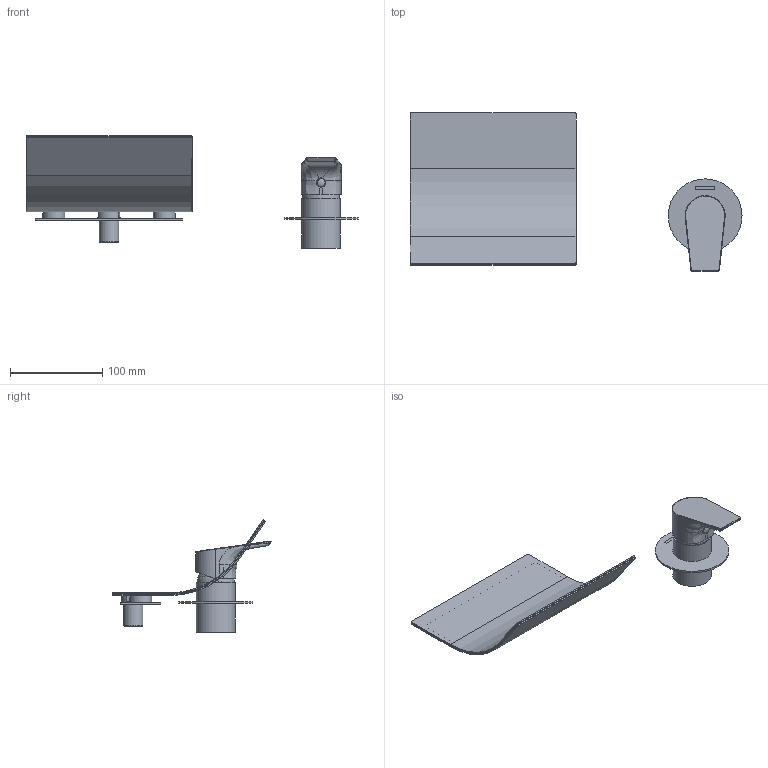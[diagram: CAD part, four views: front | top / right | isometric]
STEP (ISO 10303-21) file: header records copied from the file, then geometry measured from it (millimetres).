
FILE_DESCRIPTION (( 'STEP AP203' ), '1' );
FILE_NAME ('21AP02402.STEP', '2021-03-22T07:21:28', ( '' ), ( '' ), 'SwSTEP 2.0', 'SolidWorks 2018', '' );
FILE_SCHEMA (( 'CONFIG_CONTROL_DESIGN' ));
Length unit declared in the file: millimetre
Products named in the file (1): 21AP02402
Bounding box: 360 x 171.46 x 121.94 mm (x, y, z)
Volume: 139710 mm3; surface area: 217603 mm2
Topology: 15 solids, 15 shells, 270 faces, 648 edges, 425 vertices
Faces by surface type: plane 109, cylinder 95, cone 36, bspline 24, torus 3, sphere 3
Full cylindrical faces by diameter (mm): 3.3 x3, 4 x1, 6.8 x1, 9.5 x1, 10 x1, 13.1 x1, 14 x1, 14.5 x2, 15 x1, 15.1 x1, 16.4 x1, 18 x2, 18.1 x2, 20.955 x1, 21.9 x4, 22.1 x2, 22.5 x1, 22.9 x2, 23 x1, 23.9 x2, 25 x1, 31 x1, 34 x1, 35.8 x1, 36.5 x5, 37 x1, 39 x2, 42 x1, 42.5 x1, 80 x1
Entity records: 12043 total; most frequent: CARTESIAN_POINT 6458, DIRECTION 1088, ORIENTED_EDGE 1048, EDGE_CURVE 524, AXIS2_PLACEMENT_3D 443, EDGE_LOOP 392, VERTEX_POINT 384, FACE_OUTER_BOUND 316
